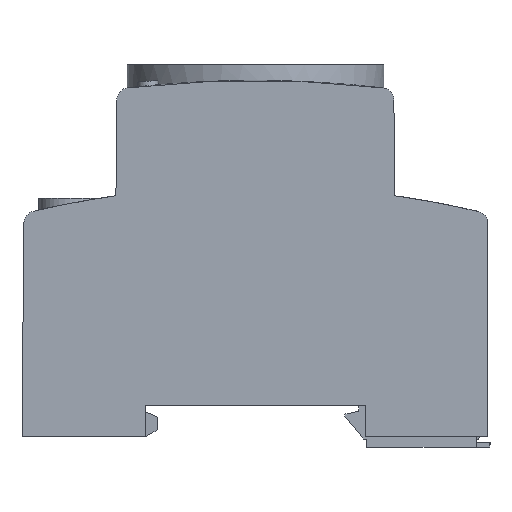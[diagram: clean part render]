
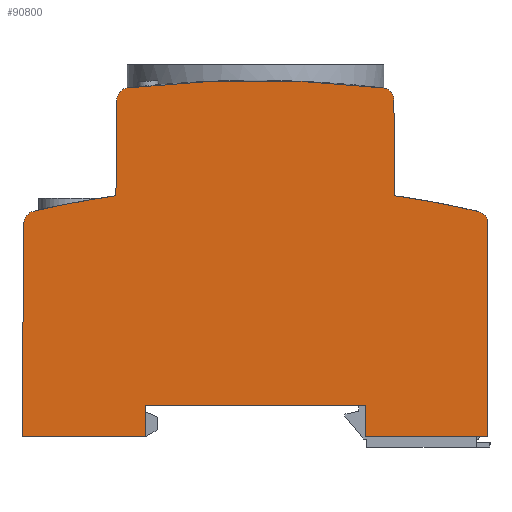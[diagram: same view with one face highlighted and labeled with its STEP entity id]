
A CAD part, left-side view. The second image highlights one B-rep face of the part: STEP entity #90800.
In plain terms, the highlighted face is planar.
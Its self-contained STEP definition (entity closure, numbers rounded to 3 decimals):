
#4370=CARTESIAN_POINT('',(46.992,70.373,-20.25));
#4380=VERTEX_POINT('',#4370);
#4410=CARTESIAN_POINT('',(48.992,70.355,-20.25));
#4420=DIRECTION('',(0.,0.,-1.));
#4430=DIRECTION('',(-1.,0.,0.));
#4440=AXIS2_PLACEMENT_3D('',#4410,#4420,#4430);
#4450=CIRCLE('',#4440,2.);
#4460=CARTESIAN_POINT('',(48.757,72.341,-20.25));
#4470=VERTEX_POINT('',#4460);
#4480=EDGE_CURVE('',#4380,#4470,#4450,.T.);
#9760=CARTESIAN_POINT('',(106.975,16.056,-20.25));
#9770=VERTEX_POINT('',#9760);
#9820=CARTESIAN_POINT('',(45.021,16.056,-20.25));
#9830=DIRECTION('',(1.,0.,0.));
#9840=VECTOR('',#9830,1.);
#9850=LINE('',#9820,#9840);
#9860=CARTESIAN_POINT('',(87.091,16.056,-20.25));
#9870=VERTEX_POINT('',#9860);
#9880=EDGE_CURVE('',#9870,#9770,#9850,.T.);
#10580=CARTESIAN_POINT('',(91.69,70.373,-20.25));
#10590=VERTEX_POINT('',#10580);
#10620=CARTESIAN_POINT('',(91.822,55.264,-20.25));
#10630=DIRECTION('',(-0.009,1.,
0.));
#10640=VECTOR('',#10630,1.);
#10650=LINE('',#10620,#10640);
#10660=CARTESIAN_POINT('',(91.825,54.948,-20.25));
#10670=VERTEX_POINT('',#10660);
#10680=EDGE_CURVE('',#10670,#10590,#10650,.T.);
#15200=CARTESIAN_POINT('',(106.674,50.52,-20.25));
#15210=VERTEX_POINT('',#15200);
#15240=CARTESIAN_POINT('',(106.633,55.264,-20.25));
#15250=DIRECTION('',(0.009,-1.,
0.));
#15260=VECTOR('',#15250,1.);
#15270=LINE('',#15240,#15260);
#15280=EDGE_CURVE('',#15210,#9770,#15270,.T.);
#15500=CARTESIAN_POINT('',(46.858,54.948,-20.25));
#15510=VERTEX_POINT('',#15500);
#15540=CARTESIAN_POINT('',(46.861,55.264,-20.25));
#15550=DIRECTION('',(-0.009,-1.,
0.));
#15560=VECTOR('',#15550,1.);
#15570=LINE('',#15540,#15560);
#15580=EDGE_CURVE('',#4380,#15510,#15570,.T.);
#25470=CARTESIAN_POINT('',(45.021,21.056,-20.25));
#25480=DIRECTION('',(1.,0.,0.));
#25490=VECTOR('',#25480,1.);
#25500=LINE('',#25470,#25490);
#25510=CARTESIAN_POINT('',(51.591,21.056,-20.25));
#25520=VERTEX_POINT('',#25510);
#25530=CARTESIAN_POINT('',(87.091,21.056,-20.25));
#25540=VERTEX_POINT('',#25530);
#25550=EDGE_CURVE('',#25520,#25540,#25500,.T.);
#27630=CARTESIAN_POINT('',(87.091,55.264,-20.25));
#27640=DIRECTION('',(0.,-1.,0.));
#27650=VECTOR('',#27640,1.);
#27660=LINE('',#27630,#27650);
#27670=EDGE_CURVE('',#25540,#9870,#27660,.T.);
#35930=CARTESIAN_POINT('',(89.926,72.341,-20.25));
#35940=VERTEX_POINT('',#35930);
#35970=CARTESIAN_POINT('',(89.69,70.355,-20.25));
#35980=DIRECTION('',(0.,0.,1.));
#35990=DIRECTION('',(1.,0.,0.));
#36000=AXIS2_PLACEMENT_3D('',#35970,#35980,#35990);
#36010=CIRCLE('',#36000,2.);
#36020=EDGE_CURVE('',#10590,#35940,#36010,.T.);
#39250=CARTESIAN_POINT('',(105.127,52.45,-20.25));
#39260=VERTEX_POINT('',#39250);
#39290=CARTESIAN_POINT('',(104.674,50.502,-20.25));
#39300=DIRECTION('',(0.,0.,-1.));
#39310=DIRECTION('',(-1.,0.,0.));
#39320=AXIS2_PLACEMENT_3D('',#39290,#39300,#39310);
#39330=CIRCLE('',#39320,2.);
#39340=EDGE_CURVE('',#39260,#15210,#39330,.T.);
#41740=CARTESIAN_POINT('',(69.341,-101.444,-20.25));
#41750=DIRECTION('',(0.,0.,-1.));
#41760=DIRECTION('',(-1.,0.,0.));
#41770=AXIS2_PLACEMENT_3D('',#41740,#41750,#41760);
#41780=CIRCLE('',#41770,158.);
#41790=EDGE_CURVE('',#10670,#39260,#41780,.T.);
#49640=CARTESIAN_POINT('',(69.341,-101.444,-20.25));
#49650=DIRECTION('',(0.,0.,-1.));
#49660=DIRECTION('',(-1.,0.,0.));
#49670=AXIS2_PLACEMENT_3D('',#49640,#49650,#49660);
#49680=CIRCLE('',#49670,175.);
#49690=EDGE_CURVE('',#4470,#35940,#49680,.T.);
#54580=CARTESIAN_POINT('',(51.591,55.264,-20.25));
#54590=DIRECTION('',(0.,-1.,0.));
#54600=VECTOR('',#54590,1.);
#54610=LINE('',#54580,#54600);
#54620=CARTESIAN_POINT('',(51.591,16.056,-20.25));
#54630=VERTEX_POINT('',#54620);
#54640=EDGE_CURVE('',#25520,#54630,#54610,.T.);
#57010=CARTESIAN_POINT('',(45.021,16.056,-20.25));
#57020=DIRECTION('',(1.,0.,0.));
#57030=VECTOR('',#57020,1.);
#57040=LINE('',#57010,#57030);
#57050=CARTESIAN_POINT('',(31.841,16.056,-20.25));
#57060=VERTEX_POINT('',#57050);
#57070=EDGE_CURVE('',#57060,#54630,#57040,.T.);
#73030=CARTESIAN_POINT('',(33.386,52.411,
-20.25));
#73040=VERTEX_POINT('',#73030);
#73070=CARTESIAN_POINT('',(69.341,-101.444,-20.25));
#73080=DIRECTION('',(0.,0.,-1.));
#73090=DIRECTION('',(-1.,0.,0.));
#73100=AXIS2_PLACEMENT_3D('',#73070,#73080,#73090);
#73110=CIRCLE('',#73100,158.);
#73120=EDGE_CURVE('',#73040,#15510,#73110,.T.);
#90240=CARTESIAN_POINT('',(33.841,50.463,
-20.25));
#90250=DIRECTION('',(0.,0.,-1.));
#90260=DIRECTION('',(-1.,0.,0.));
#90270=AXIS2_PLACEMENT_3D('',#90240,#90250,#90260);
#90280=CIRCLE('',#90270,2.);
#90290=CARTESIAN_POINT('',(31.841,50.463,
-20.25));
#90300=VERTEX_POINT('',#90290);
#90310=EDGE_CURVE('',#90300,#73040,#90280,.T.);
#90520=CARTESIAN_POINT('',(69.341,23.506,-20.25));
#90530=DIRECTION('',(0.,0.,-1.));
#90540=DIRECTION('',(-1.,0.,0.));
#90550=AXIS2_PLACEMENT_3D('',#90520,#90530,#90540);
#90560=PLANE('',#90550);
#90570=ORIENTED_EDGE('',*,*,#90310,.T.);
#90580=CARTESIAN_POINT('',(31.841,55.264,
-20.25));
#90590=DIRECTION('',(0.,1.,0.));
#90600=VECTOR('',#90590,1.);
#90610=LINE('',#90580,#90600);
#90620=EDGE_CURVE('',#57060,#90300,#90610,.T.);
#90630=ORIENTED_EDGE('',*,*,#90620,.T.);
#90640=ORIENTED_EDGE('',*,*,#57070,.F.);
#90650=ORIENTED_EDGE('',*,*,#54640,.T.);
#90660=ORIENTED_EDGE('',*,*,#25550,.F.);
#90670=ORIENTED_EDGE('',*,*,#27670,.F.);
#90680=ORIENTED_EDGE('',*,*,#9880,.F.);
#90690=ORIENTED_EDGE('',*,*,#15280,.T.);
#90700=ORIENTED_EDGE('',*,*,#39340,.T.);
#90710=ORIENTED_EDGE('',*,*,#41790,.T.);
#90720=ORIENTED_EDGE('',*,*,#10680,.F.);
#90730=ORIENTED_EDGE('',*,*,#36020,.F.);
#90740=ORIENTED_EDGE('',*,*,#49690,.T.);
#90750=ORIENTED_EDGE('',*,*,#4480,.T.);
#90760=ORIENTED_EDGE('',*,*,#15580,.F.);
#90770=ORIENTED_EDGE('',*,*,#73120,.T.);
#90780=EDGE_LOOP('',(#90770,#90760,#90750,#90740,#90730,#90720,#90710,
#90700,#90690,#90680,#90670,#90660,#90650,#90640,#90630,#90570));
#90790=FACE_OUTER_BOUND('',#90780,.T.);
#90800=ADVANCED_FACE('',(#90790),#90560,.T.);
